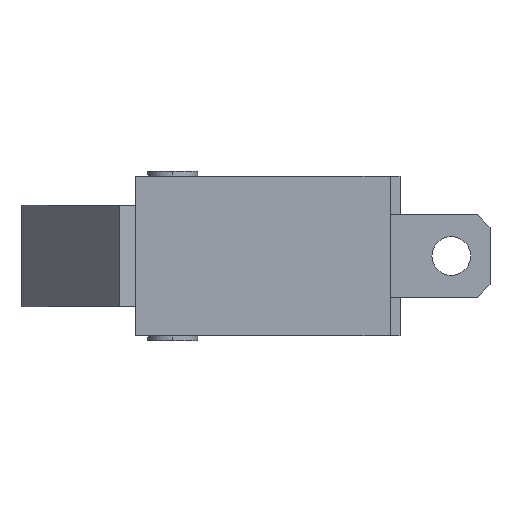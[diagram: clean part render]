
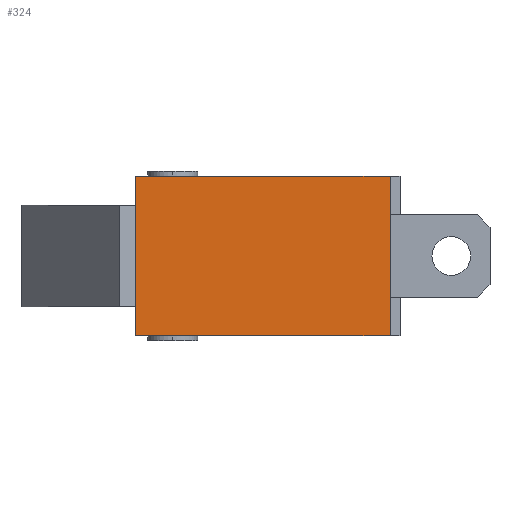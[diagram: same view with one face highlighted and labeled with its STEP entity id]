
A CAD part, left-side view. The second image highlights one B-rep face of the part: STEP entity #324.
In plain terms, the highlighted planar face has unit normal (-1, 0, 0).
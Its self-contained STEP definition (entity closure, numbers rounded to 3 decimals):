
#45 = DIRECTION ( 'NONE',  ( 0., 0., -1. ) ) ;
#61 = DIRECTION ( 'NONE',  ( 0., 0., -1. ) ) ;
#83 = VERTEX_POINT ( 'NONE', #314 ) ;
#93 = DIRECTION ( 'NONE',  ( 0., 1., 0. ) ) ;
#103 = CARTESIAN_POINT ( 'NONE',  ( 0., 0., 3.2 ) ) ;
#188 = VERTEX_POINT ( 'NONE', #667 ) ;
#192 = EDGE_CURVE ( 'NONE', #1889, #444, #1915, .T. ) ;
#215 = EDGE_CURVE ( 'NONE', #188, #83, #946, .T. ) ;
#230 = LINE ( 'NONE', #103, #645 ) ;
#298 = EDGE_CURVE ( 'NONE', #444, #83, #1341, .T. ) ;
#314 = CARTESIAN_POINT ( 'NONE',  ( 0., 10.2, -3.2 ) ) ;
#324 = ADVANCED_FACE ( 'NONE', ( #408 ), #527, .T. ) ;
#363 = CARTESIAN_POINT ( 'NONE',  ( 0., 10.2, 3.2 ) ) ;
#389 = EDGE_CURVE ( 'NONE', #1889, #188, #230, .T. ) ;
#408 = FACE_OUTER_BOUND ( 'NONE', #509, .T. ) ;
#418 = VECTOR ( 'NONE', #1187, 1000. ) ;
#444 = VERTEX_POINT ( 'NONE', #1539 ) ;
#509 = EDGE_LOOP ( 'NONE', ( #617, #798, #1960, #1772 ) ) ;
#527 = PLANE ( 'NONE',  #1778 ) ;
#617 = ORIENTED_EDGE ( 'NONE', *, *, #298, .F. ) ;
#645 = VECTOR ( 'NONE', #93, 1000. ) ;
#653 = VECTOR ( 'NONE', #45, 1000. ) ;
#667 = CARTESIAN_POINT ( 'NONE',  ( 0., 10.2, 3.2 ) ) ;
#684 = CARTESIAN_POINT ( 'NONE',  ( 0., 0., -3.2 ) ) ;
#798 = ORIENTED_EDGE ( 'NONE', *, *, #192, .F. ) ;
#880 = DIRECTION ( 'NONE',  ( -1., 0., 0. ) ) ;
#946 = LINE ( 'NONE', #363, #1428 ) ;
#1187 = DIRECTION ( 'NONE',  ( 0., 1., 0. ) ) ;
#1341 = LINE ( 'NONE', #684, #418 ) ;
#1428 = VECTOR ( 'NONE', #61, 1000. ) ;
#1507 = DIRECTION ( 'NONE',  ( 0., 0., 1. ) ) ;
#1539 = CARTESIAN_POINT ( 'NONE',  ( 0., 0., -3.2 ) ) ;
#1656 = CARTESIAN_POINT ( 'NONE',  ( 0., 0., 3.2 ) ) ;
#1718 = CARTESIAN_POINT ( 'NONE',  ( 0., 0., 3.2 ) ) ;
#1772 = ORIENTED_EDGE ( 'NONE', *, *, #215, .T. ) ;
#1776 = CARTESIAN_POINT ( 'NONE',  ( 0., 0., 3.2 ) ) ;
#1778 = AXIS2_PLACEMENT_3D ( 'NONE', #1656, #880, #1507 ) ;
#1889 = VERTEX_POINT ( 'NONE', #1776 ) ;
#1915 = LINE ( 'NONE', #1718, #653 ) ;
#1960 = ORIENTED_EDGE ( 'NONE', *, *, #389, .T. ) ;
